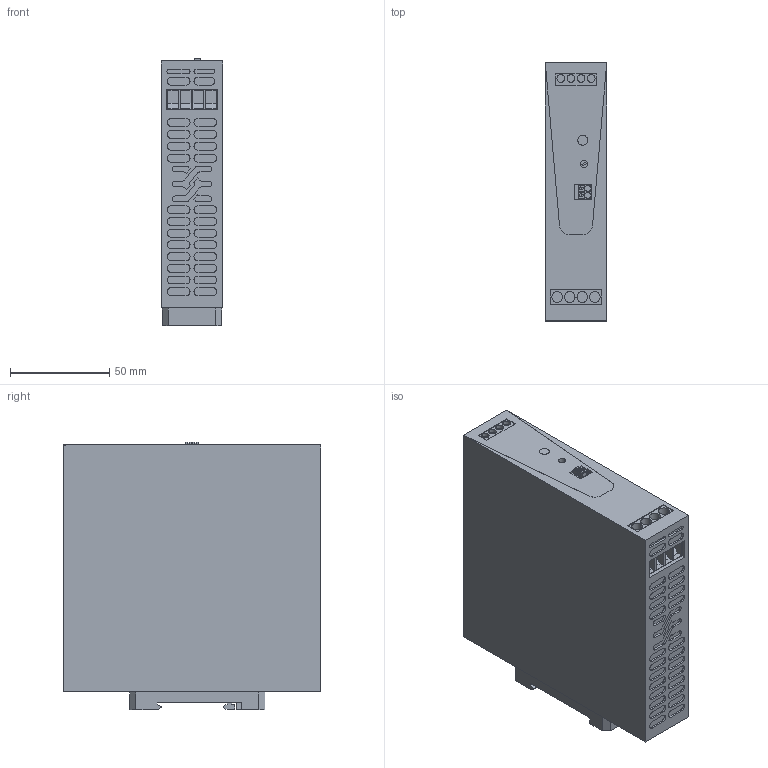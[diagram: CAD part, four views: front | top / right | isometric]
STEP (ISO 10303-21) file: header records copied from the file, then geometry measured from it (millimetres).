
FILE_DESCRIPTION(('CATIA V5 STEP Exchange','CAx-IF Rec.Pracs.--- Model Styling and Organization---1.5--- 2016-08-15','CAx-IF Rec.Pracs.---Supplemental Geometry---1.0---2011-11-01','CAx-IF Rec.Pracs.--- Composite Materials ---1.1---2010-07-15'),'2;1');
FILE_NAME ('D1617124_0', '2025-10-02T06:24:08+00:00', ('none'), ('Weidmueller'), 'CATIA Version 5-6 Release 2024 SP4', 'CATIA V5 STEP AP214 v3', 'none');
FILE_SCHEMA(('AUTOMOTIVE_DESIGN { 1 0 10303 214 1 1 1 1 }'));
Length unit declared in the file: millimetre
Products named in the file (1): S3D_PRO_ECO3_120W_XXX_II
Bounding box: 31 x 130 x 135.1 mm (x, y, z)
Volume: 509091.9 mm3; surface area: 54506.6 mm2
Topology: 1 solids, 1 shells, 601 faces, 1528 edges, 1018 vertices
Faces by surface type: plane 411, cylinder 180, extrusion 10
Entity records: 16929 total; most frequent: CARTESIAN_POINT 3171, ORIENTED_EDGE 3056, DIRECTION 2188, EDGE_CURVE 1528, VECTOR 1118, LINE 1108, VERTEX_POINT 1018, AXIS2_PLACEMENT_3D 719
